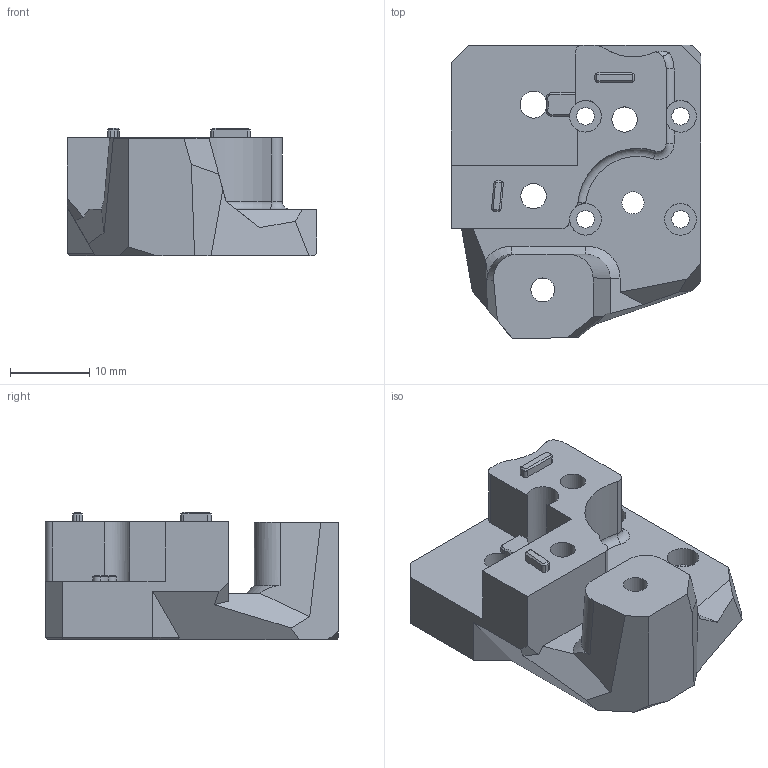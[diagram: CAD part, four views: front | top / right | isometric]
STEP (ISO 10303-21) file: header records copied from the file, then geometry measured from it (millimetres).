
FILE_DESCRIPTION(/* description */ (''),/* implementation_level */ '2;1');
FILE_NAME(/* name */ 'XY_Joint_Right_B_x1.step',/* time_stamp */ '2025-12-31T11:43:14-05:00',/* author */ (''),/* organization */ (''),/* preprocessor_version */ 'ST-DEVELOPER v20.1',/* originating_system */ 'Autodesk Translation Framework v14.21.0.0',/* authorisation */ '');
FILE_SCHEMA (('AUTOMOTIVE_DESIGN { 1 0 10303 214 3 1 1 }'));
Length unit declared in the file: millimetre
Products named in the file (1): XY Joint - Right
Bounding box: 31.5 x 37.09 x 16.08 mm (x, y, z)
Volume: 9207.4 mm3; surface area: 4769.4 mm2
Topology: 1 solids, 1 shells, 134 faces, 351 edges, 221 vertices
Faces by surface type: plane 65, cylinder 38, cone 23, torus 4, bspline 3, sphere 1
Full cylindrical faces by diameter (mm): 2.2 x4, 2.8 x1, 3 x1, 3.2 x2, 3.4 x1, 4 x4, 4.7 x2, 6 x1
Entity records: 4469 total; most frequent: CARTESIAN_POINT 1047, DIRECTION 718, ORIENTED_EDGE 702, EDGE_CURVE 351, AXIS2_PLACEMENT_3D 248, LINE 222, VECTOR 222, VERTEX_POINT 221
